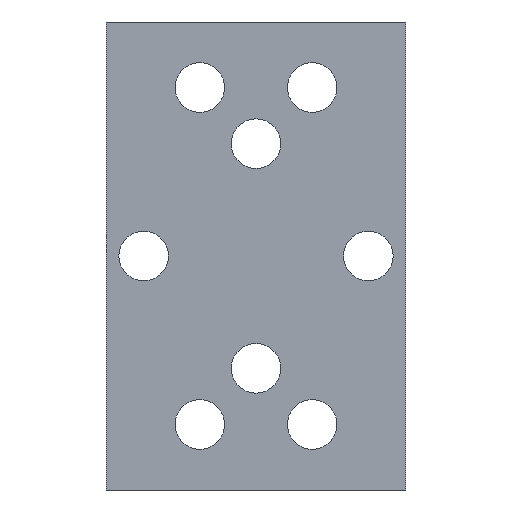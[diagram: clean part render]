
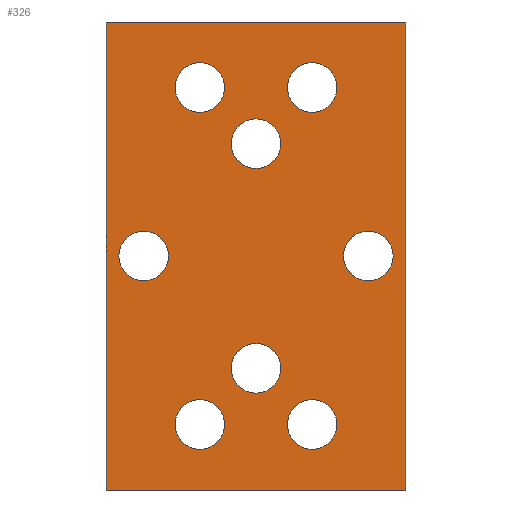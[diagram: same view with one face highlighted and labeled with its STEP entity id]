
A CAD part, front view. The second image highlights one B-rep face of the part: STEP entity #326.
In plain terms, the highlighted planar face has unit normal (0, -1, 0).
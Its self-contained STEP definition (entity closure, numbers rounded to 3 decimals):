
#23=FACE_BOUND('',#69,.T.);
#24=FACE_BOUND('',#70,.T.);
#25=FACE_BOUND('',#71,.T.);
#26=FACE_BOUND('',#72,.T.);
#27=FACE_BOUND('',#73,.T.);
#28=FACE_BOUND('',#74,.T.);
#29=FACE_BOUND('',#75,.T.);
#30=FACE_BOUND('',#76,.T.);
#32=PLANE('',#384);
#46=FACE_OUTER_BOUND('',#68,.T.);
#68=EDGE_LOOP('',(#273,#274,#275,#276));
#69=EDGE_LOOP('',(#277,#278));
#70=EDGE_LOOP('',(#279,#280));
#71=EDGE_LOOP('',(#281,#282));
#72=EDGE_LOOP('',(#283,#284));
#73=EDGE_LOOP('',(#285,#286));
#74=EDGE_LOOP('',(#287,#288));
#75=EDGE_LOOP('',(#289,#290));
#76=EDGE_LOOP('',(#291,#292));
#93=LINE('',#564,#113);
#94=LINE('',#566,#114);
#95=LINE('',#568,#115);
#96=LINE('',#569,#116);
#113=VECTOR('',#471,10.);
#114=VECTOR('',#472,10.);
#115=VECTOR('',#473,10.);
#116=VECTOR('',#474,10.);
#121=CIRCLE('',#352,1.325);
#122=CIRCLE('',#353,1.325);
#124=CIRCLE('',#356,1.325);
#125=CIRCLE('',#357,1.325);
#127=CIRCLE('',#360,1.325);
#128=CIRCLE('',#361,1.325);
#130=CIRCLE('',#364,1.325);
#131=CIRCLE('',#365,1.325);
#133=CIRCLE('',#368,1.325);
#134=CIRCLE('',#369,1.325);
#136=CIRCLE('',#372,1.325);
#137=CIRCLE('',#373,1.325);
#139=CIRCLE('',#376,1.325);
#140=CIRCLE('',#377,1.325);
#142=CIRCLE('',#380,1.325);
#143=CIRCLE('',#381,1.325);
#145=VERTEX_POINT('',#489);
#146=VERTEX_POINT('',#490);
#148=VERTEX_POINT('',#497);
#149=VERTEX_POINT('',#498);
#151=VERTEX_POINT('',#505);
#152=VERTEX_POINT('',#506);
#154=VERTEX_POINT('',#513);
#155=VERTEX_POINT('',#514);
#157=VERTEX_POINT('',#521);
#158=VERTEX_POINT('',#522);
#160=VERTEX_POINT('',#529);
#161=VERTEX_POINT('',#530);
#163=VERTEX_POINT('',#537);
#164=VERTEX_POINT('',#538);
#166=VERTEX_POINT('',#545);
#167=VERTEX_POINT('',#546);
#173=VERTEX_POINT('',#562);
#174=VERTEX_POINT('',#563);
#175=VERTEX_POINT('',#565);
#176=VERTEX_POINT('',#567);
#177=EDGE_CURVE('',#145,#146,#121,.T.);
#178=EDGE_CURVE('',#146,#145,#122,.T.);
#181=EDGE_CURVE('',#148,#149,#124,.T.);
#182=EDGE_CURVE('',#149,#148,#125,.T.);
#185=EDGE_CURVE('',#151,#152,#127,.T.);
#186=EDGE_CURVE('',#152,#151,#128,.T.);
#189=EDGE_CURVE('',#154,#155,#130,.T.);
#190=EDGE_CURVE('',#155,#154,#131,.T.);
#193=EDGE_CURVE('',#157,#158,#133,.T.);
#194=EDGE_CURVE('',#158,#157,#134,.T.);
#197=EDGE_CURVE('',#160,#161,#136,.T.);
#198=EDGE_CURVE('',#161,#160,#137,.T.);
#201=EDGE_CURVE('',#163,#164,#139,.T.);
#202=EDGE_CURVE('',#164,#163,#140,.T.);
#205=EDGE_CURVE('',#166,#167,#142,.T.);
#206=EDGE_CURVE('',#167,#166,#143,.T.);
#213=EDGE_CURVE('',#173,#174,#93,.T.);
#214=EDGE_CURVE('',#175,#173,#94,.T.);
#215=EDGE_CURVE('',#176,#175,#95,.T.);
#216=EDGE_CURVE('',#174,#176,#96,.T.);
#273=ORIENTED_EDGE('',*,*,#213,.F.);
#274=ORIENTED_EDGE('',*,*,#214,.F.);
#275=ORIENTED_EDGE('',*,*,#215,.F.);
#276=ORIENTED_EDGE('',*,*,#216,.F.);
#277=ORIENTED_EDGE('',*,*,#177,.T.);
#278=ORIENTED_EDGE('',*,*,#178,.T.);
#279=ORIENTED_EDGE('',*,*,#181,.T.);
#280=ORIENTED_EDGE('',*,*,#182,.T.);
#281=ORIENTED_EDGE('',*,*,#185,.T.);
#282=ORIENTED_EDGE('',*,*,#186,.T.);
#283=ORIENTED_EDGE('',*,*,#189,.T.);
#284=ORIENTED_EDGE('',*,*,#190,.T.);
#285=ORIENTED_EDGE('',*,*,#193,.T.);
#286=ORIENTED_EDGE('',*,*,#194,.T.);
#287=ORIENTED_EDGE('',*,*,#197,.T.);
#288=ORIENTED_EDGE('',*,*,#198,.T.);
#289=ORIENTED_EDGE('',*,*,#201,.T.);
#290=ORIENTED_EDGE('',*,*,#202,.T.);
#291=ORIENTED_EDGE('',*,*,#205,.T.);
#292=ORIENTED_EDGE('',*,*,#206,.T.);
#326=ADVANCED_FACE('',(#46,#23,#24,#25,#26,#27,#28,#29,#30),#32,.F.);
#352=AXIS2_PLACEMENT_3D('',#491,#393,#394);
#353=AXIS2_PLACEMENT_3D('',#492,#395,#396);
#356=AXIS2_PLACEMENT_3D('',#499,#402,#403);
#357=AXIS2_PLACEMENT_3D('',#500,#404,#405);
#360=AXIS2_PLACEMENT_3D('',#507,#411,#412);
#361=AXIS2_PLACEMENT_3D('',#508,#413,#414);
#364=AXIS2_PLACEMENT_3D('',#515,#420,#421);
#365=AXIS2_PLACEMENT_3D('',#516,#422,#423);
#368=AXIS2_PLACEMENT_3D('',#523,#429,#430);
#369=AXIS2_PLACEMENT_3D('',#524,#431,#432);
#372=AXIS2_PLACEMENT_3D('',#531,#438,#439);
#373=AXIS2_PLACEMENT_3D('',#532,#440,#441);
#376=AXIS2_PLACEMENT_3D('',#539,#447,#448);
#377=AXIS2_PLACEMENT_3D('',#540,#449,#450);
#380=AXIS2_PLACEMENT_3D('',#547,#456,#457);
#381=AXIS2_PLACEMENT_3D('',#548,#458,#459);
#384=AXIS2_PLACEMENT_3D('',#561,#469,#470);
#393=DIRECTION('center_axis',(0.,1.,0.));
#394=DIRECTION('ref_axis',(-1.,0.,0.));
#395=DIRECTION('center_axis',(0.,1.,0.));
#396=DIRECTION('ref_axis',(-1.,0.,0.));
#402=DIRECTION('center_axis',(0.,1.,0.));
#403=DIRECTION('ref_axis',(-1.,0.,0.));
#404=DIRECTION('center_axis',(0.,1.,0.));
#405=DIRECTION('ref_axis',(-1.,0.,0.));
#411=DIRECTION('center_axis',(0.,1.,0.));
#412=DIRECTION('ref_axis',(-1.,0.,0.));
#413=DIRECTION('center_axis',(0.,1.,0.));
#414=DIRECTION('ref_axis',(-1.,0.,0.));
#420=DIRECTION('center_axis',(0.,1.,0.));
#421=DIRECTION('ref_axis',(-1.,0.,0.));
#422=DIRECTION('center_axis',(0.,1.,0.));
#423=DIRECTION('ref_axis',(-1.,0.,0.));
#429=DIRECTION('center_axis',(0.,1.,0.));
#430=DIRECTION('ref_axis',(-1.,0.,0.));
#431=DIRECTION('center_axis',(0.,1.,0.));
#432=DIRECTION('ref_axis',(-1.,0.,0.));
#438=DIRECTION('center_axis',(0.,1.,0.));
#439=DIRECTION('ref_axis',(-1.,0.,0.));
#440=DIRECTION('center_axis',(0.,1.,0.));
#441=DIRECTION('ref_axis',(-1.,0.,0.));
#447=DIRECTION('center_axis',(0.,1.,0.));
#448=DIRECTION('ref_axis',(-1.,0.,0.));
#449=DIRECTION('center_axis',(0.,1.,0.));
#450=DIRECTION('ref_axis',(-1.,0.,0.));
#456=DIRECTION('center_axis',(0.,1.,0.));
#457=DIRECTION('ref_axis',(-1.,0.,0.));
#458=DIRECTION('center_axis',(0.,1.,0.));
#459=DIRECTION('ref_axis',(-1.,0.,0.));
#469=DIRECTION('center_axis',(0.,1.,0.));
#470=DIRECTION('ref_axis',(0.,0.,1.));
#471=DIRECTION('',(1.,0.,0.));
#472=DIRECTION('',(0.,0.,1.));
#473=DIRECTION('',(-1.,0.,0.));
#474=DIRECTION('',(0.,0.,-1.));
#489=CARTESIAN_POINT('',(8.675,0.,-7.5));
#490=CARTESIAN_POINT('',(11.325,0.,-7.5));
#491=CARTESIAN_POINT('Origin',(10.,0.,-7.5));
#492=CARTESIAN_POINT('Origin',(10.,0.,-7.5));
#497=CARTESIAN_POINT('',(2.675,0.,-25.5));
#498=CARTESIAN_POINT('',(5.325,0.,-25.5));
#499=CARTESIAN_POINT('Origin',(4.,0.,-25.5));
#500=CARTESIAN_POINT('Origin',(4.,0.,-25.5));
#505=CARTESIAN_POINT('',(11.675,0.,-16.5));
#506=CARTESIAN_POINT('',(14.325,0.,-16.5));
#507=CARTESIAN_POINT('Origin',(13.,0.,-16.5));
#508=CARTESIAN_POINT('Origin',(13.,0.,-16.5));
#513=CARTESIAN_POINT('',(5.675,0.,-22.5));
#514=CARTESIAN_POINT('',(8.325,0.,-22.5));
#515=CARTESIAN_POINT('Origin',(7.,0.,-22.5));
#516=CARTESIAN_POINT('Origin',(7.,0.,-22.5));
#521=CARTESIAN_POINT('',(2.675,0.,-7.5));
#522=CARTESIAN_POINT('',(5.325,0.,-7.5));
#523=CARTESIAN_POINT('Origin',(4.,0.,-7.5));
#524=CARTESIAN_POINT('Origin',(4.,0.,-7.5));
#529=CARTESIAN_POINT('',(8.675,0.,-25.5));
#530=CARTESIAN_POINT('',(11.325,0.,-25.5));
#531=CARTESIAN_POINT('Origin',(10.,0.,-25.5));
#532=CARTESIAN_POINT('Origin',(10.,0.,-25.5));
#537=CARTESIAN_POINT('',(-0.325,0.,-16.5));
#538=CARTESIAN_POINT('',(2.325,0.,-16.5));
#539=CARTESIAN_POINT('Origin',(1.,0.,-16.5));
#540=CARTESIAN_POINT('Origin',(1.,0.,-16.5));
#545=CARTESIAN_POINT('',(5.675,0.,-10.5));
#546=CARTESIAN_POINT('',(8.325,0.,-10.5));
#547=CARTESIAN_POINT('Origin',(7.,0.,-10.5));
#548=CARTESIAN_POINT('Origin',(7.,0.,-10.5));
#561=CARTESIAN_POINT('Origin',(7.,0.,-16.5));
#562=CARTESIAN_POINT('',(-1.,0.,-4.));
#563=CARTESIAN_POINT('',(15.,0.,-4.));
#564=CARTESIAN_POINT('',(-1.,0.,-4.));
#565=CARTESIAN_POINT('',(-1.,0.,-29.));
#566=CARTESIAN_POINT('',(-1.,0.,-29.));
#567=CARTESIAN_POINT('',(15.,0.,-29.));
#568=CARTESIAN_POINT('',(15.,0.,-29.));
#569=CARTESIAN_POINT('',(15.,0.,-4.));
